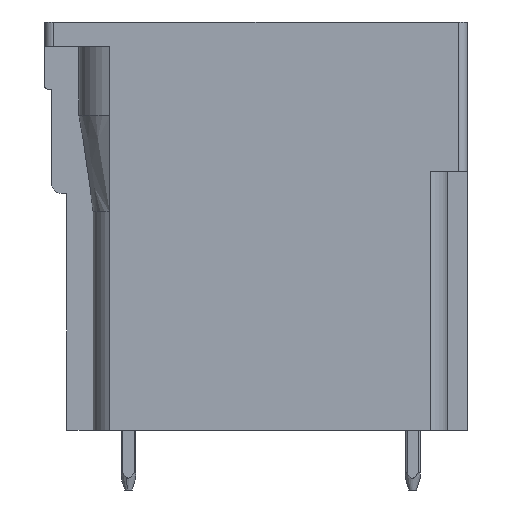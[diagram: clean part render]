
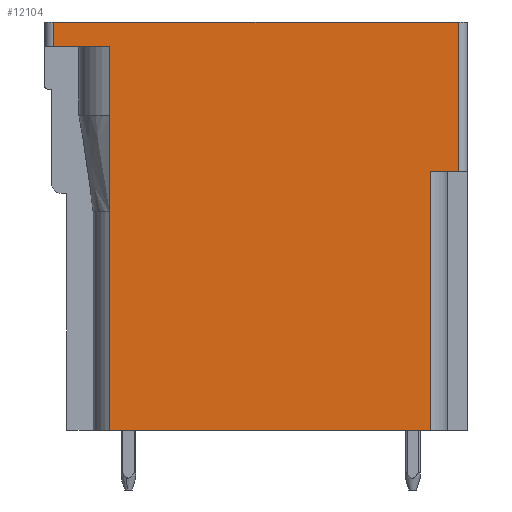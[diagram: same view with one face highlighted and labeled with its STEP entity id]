
A CAD part, left-side view. The second image highlights one B-rep face of the part: STEP entity #12104.
In plain terms, the highlighted planar face has unit normal (-1, 0, 0).
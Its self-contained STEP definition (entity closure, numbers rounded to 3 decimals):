
#12080=AXIS2_PLACEMENT_3D('Plane Axis2P3D',#12077,#12078,#12079) ;
#110=CARTESIAN_POINT('Vertex',(0.,22.2,25.1)) ;
#113=CARTESIAN_POINT('Line Origine',(0.,11.35,25.1)) ;
#117=CARTESIAN_POINT('Vertex',(0.,0.5,25.1)) ;
#1855=CARTESIAN_POINT('Vertex',(0.,2.,3.2)) ;
#1871=CARTESIAN_POINT('Vertex',(0.,2.,17.1)) ;
#1874=CARTESIAN_POINT('Line Origine',(0.,2.,10.15)) ;
#9449=CARTESIAN_POINT('Vertex',(0.,0.5,17.1)) ;
#9452=CARTESIAN_POINT('Line Origine',(0.,1.25,17.1)) ;
#11392=CARTESIAN_POINT('Line Origine',(0.,0.5,14.15)) ;
#11784=CARTESIAN_POINT('Line Origine',(0.,10.6,3.2)) ;
#11788=CARTESIAN_POINT('Vertex',(0.,19.2,3.2)) ;
#12058=CARTESIAN_POINT('Line Origine',(0.,22.2,14.15)) ;
#12062=CARTESIAN_POINT('Vertex',(0.,22.2,23.8)) ;
#12077=CARTESIAN_POINT('Axis2P3D Location',(0.,0.,0.)) ;
#12082=CARTESIAN_POINT('Line Origine',(0.,20.7,23.8)) ;
#12086=CARTESIAN_POINT('Vertex',(0.,19.2,23.8)) ;
#12089=CARTESIAN_POINT('Line Origine',(0.,19.2,13.5)) ;
#114=DIRECTION('Vector Direction',(0.,-1.,0.)) ;
#1875=DIRECTION('Vector Direction',(0.,0.,1.)) ;
#9453=DIRECTION('Vector Direction',(0.,-1.,0.)) ;
#11393=DIRECTION('Vector Direction',(0.,0.,1.)) ;
#11785=DIRECTION('Vector Direction',(0.,-1.,0.)) ;
#12059=DIRECTION('Vector Direction',(0.,0.,1.)) ;
#12078=DIRECTION('Axis2P3D Direction',(-1.,0.,0.)) ;
#12079=DIRECTION('Axis2P3D XDirection',(0.,0.,1.)) ;
#12083=DIRECTION('Vector Direction',(0.,-1.,0.)) ;
#12090=DIRECTION('Vector Direction',(0.,0.,1.)) ;
#115=VECTOR('Line Direction',#114,1.) ;
#1876=VECTOR('Line Direction',#1875,1.) ;
#9454=VECTOR('Line Direction',#9453,1.) ;
#11394=VECTOR('Line Direction',#11393,1.) ;
#11786=VECTOR('Line Direction',#11785,1.) ;
#12060=VECTOR('Line Direction',#12059,1.) ;
#12084=VECTOR('Line Direction',#12083,1.) ;
#12091=VECTOR('Line Direction',#12090,1.) ;
#12095=ORIENTED_EDGE('',*,*,#11790,.T.) ;
#12096=ORIENTED_EDGE('',*,*,#1878,.T.) ;
#12097=ORIENTED_EDGE('',*,*,#9456,.F.) ;
#12098=ORIENTED_EDGE('',*,*,#11396,.T.) ;
#12099=ORIENTED_EDGE('',*,*,#119,.T.) ;
#12100=ORIENTED_EDGE('',*,*,#12064,.T.) ;
#12101=ORIENTED_EDGE('',*,*,#12088,.F.) ;
#12102=ORIENTED_EDGE('',*,*,#12093,.F.) ;
#12104=ADVANCED_FACE('HOUSING',(#12103),#12081,.T.) ;
#119=EDGE_CURVE('',#118,#111,#116,.F.) ;
#1878=EDGE_CURVE('',#1856,#1872,#1877,.T.) ;
#9456=EDGE_CURVE('',#9450,#1872,#9455,.F.) ;
#11396=EDGE_CURVE('',#9450,#118,#11395,.T.) ;
#11790=EDGE_CURVE('',#11789,#1856,#11787,.T.) ;
#12064=EDGE_CURVE('',#111,#12063,#12061,.F.) ;
#12088=EDGE_CURVE('',#12087,#12063,#12085,.F.) ;
#12093=EDGE_CURVE('',#11789,#12087,#12092,.T.) ;
#12094=EDGE_LOOP('',(#12095,#12096,#12097,#12098,#12099,#12100,#12101,#12102)) ;
#12103=FACE_OUTER_BOUND('',#12094,.T.) ;
#116=LINE('Line',#113,#115) ;
#1877=LINE('Line',#1874,#1876) ;
#9455=LINE('Line',#9452,#9454) ;
#11395=LINE('Line',#11392,#11394) ;
#11787=LINE('Line',#11784,#11786) ;
#12061=LINE('Line',#12058,#12060) ;
#12085=LINE('Line',#12082,#12084) ;
#12092=LINE('Line',#12089,#12091) ;
#12081=PLANE('',#12080) ;
#111=VERTEX_POINT('',#110) ;
#118=VERTEX_POINT('',#117) ;
#1856=VERTEX_POINT('',#1855) ;
#1872=VERTEX_POINT('',#1871) ;
#9450=VERTEX_POINT('',#9449) ;
#11789=VERTEX_POINT('',#11788) ;
#12063=VERTEX_POINT('',#12062) ;
#12087=VERTEX_POINT('',#12086) ;
